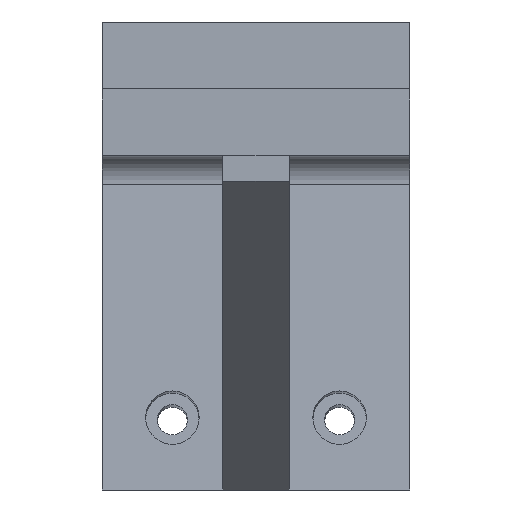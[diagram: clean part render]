
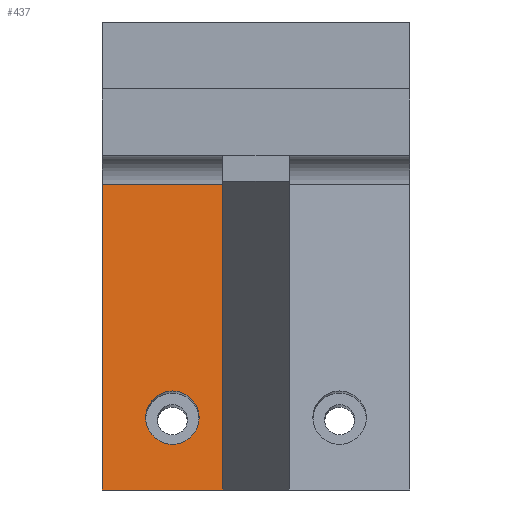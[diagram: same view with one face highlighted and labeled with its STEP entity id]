
A CAD part, left-side view. The second image highlights one B-rep face of the part: STEP entity #437.
In plain terms, the highlighted planar face has unit normal (-0.998, 0, 0.07).
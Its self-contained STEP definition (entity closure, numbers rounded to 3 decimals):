
#25=FACE_BOUND('',#137,.F.);
#79=FACE_OUTER_BOUND('',#138,.F.);
#137=EDGE_LOOP('',(#315,#316));
#138=EDGE_LOOP('',(#317,#318,#319,#320));
#315=ORIENTED_EDGE('',*,*,#812,.T.);
#316=ORIENTED_EDGE('',*,*,#811,.T.);
#317=ORIENTED_EDGE('',*,*,#727,.F.);
#318=ORIENTED_EDGE('',*,*,#721,.T.);
#319=ORIENTED_EDGE('',*,*,#796,.T.);
#320=ORIENTED_EDGE('',*,*,#794,.T.);
#437=ADVANCED_FACE('',(#25,#79),#477,.T.);
#477=PLANE('',#1004);
#517=CIRCLE('',#956,4.);
#518=CIRCLE('',#957,4.);
#539=LINE('',#1378,#629);
#545=LINE('',#1384,#635);
#598=LINE('',#1451,#688);
#600=LINE('',#1453,#690);
#629=VECTOR('',#1040,18.);
#635=VECTOR('',#1046,45.833);
#688=VECTOR('',#1127,18.);
#690=VECTOR('',#1129,45.833);
#721=EDGE_CURVE('',#895,#900,#539,.T.);
#727=EDGE_CURVE('',#895,#903,#545,.T.);
#794=EDGE_CURVE('',#838,#903,#598,.T.);
#796=EDGE_CURVE('',#900,#838,#600,.T.);
#811=EDGE_CURVE('',#870,#869,#517,.T.);
#812=EDGE_CURVE('',#869,#870,#518,.T.);
#838=VERTEX_POINT('',#1297);
#869=VERTEX_POINT('',#1328);
#870=VERTEX_POINT('',#1329);
#895=VERTEX_POINT('',#1354);
#900=VERTEX_POINT('',#1359);
#903=VERTEX_POINT('',#1362);
#956=AXIS2_PLACEMENT_3D('',#1468,#1146,#1147);
#957=AXIS2_PLACEMENT_3D('',#1469,#1148,#1149);
#1004=AXIS2_PLACEMENT_3D('',#1524,#1250,#1251);
#1040=DIRECTION('',(0.,1.,0.));
#1046=DIRECTION('',(0.07,0.,0.998));
#1127=DIRECTION('',(0.,-1.,0.));
#1129=DIRECTION('',(0.07,0.,0.998));
#1146=DIRECTION('',(-0.998,0.,0.07));
#1147=DIRECTION('',(0.,-1.,0.));
#1148=DIRECTION('',(-0.998,0.,0.07));
#1149=DIRECTION('',(0.,1.,0.));
#1250=DIRECTION('',(-0.998,0.,0.07));
#1251=DIRECTION('',(0.07,0.,0.998));
#1297=CARTESIAN_POINT('',(165.977,23.,317.721));
#1328=CARTESIAN_POINT('',(163.537,16.5,282.819));
#1329=CARTESIAN_POINT('',(163.537,8.5,282.819));
#1354=CARTESIAN_POINT('',(162.78,5.,272.));
#1359=CARTESIAN_POINT('',(162.78,23.,272.));
#1362=CARTESIAN_POINT('',(165.977,5.,317.721));
#1378=CARTESIAN_POINT('',(162.78,5.,272.));
#1384=CARTESIAN_POINT('',(162.78,5.,272.));
#1451=CARTESIAN_POINT('',(165.977,23.,317.721));
#1453=CARTESIAN_POINT('',(162.78,23.,272.));
#1468=CARTESIAN_POINT('',(163.537,12.5,282.819));
#1469=CARTESIAN_POINT('',(163.537,12.5,282.819));
#1524=CARTESIAN_POINT('',(162.706,-24.,270.948));
